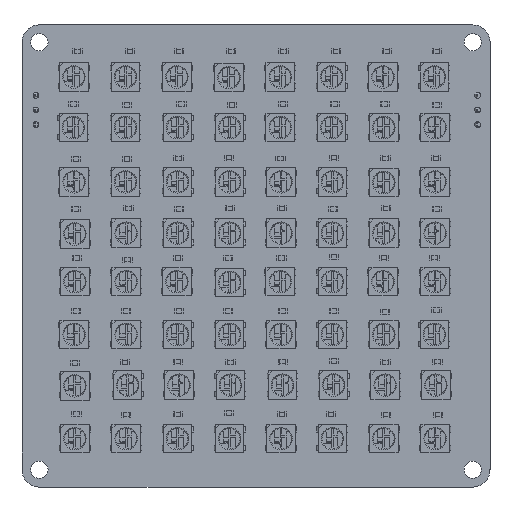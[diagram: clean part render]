
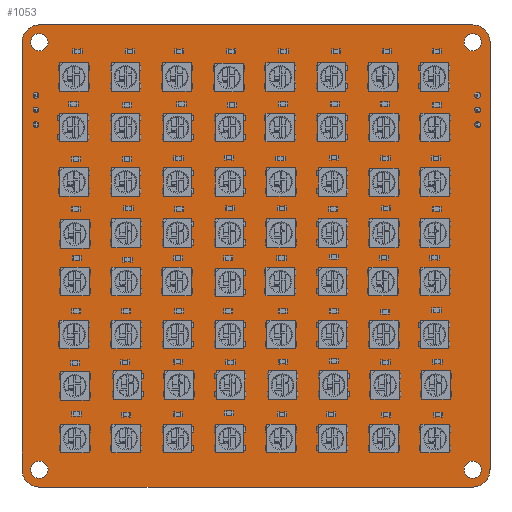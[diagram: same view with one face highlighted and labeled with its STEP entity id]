
A CAD part, top view. The second image highlights one B-rep face of the part: STEP entity #1053.
In plain terms, the highlighted planar face has unit normal (0, 0, 1).
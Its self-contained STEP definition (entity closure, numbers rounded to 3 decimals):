
#332 = VERTEX_POINT('',#333);
#333 = CARTESIAN_POINT('',(0.001,3.089,0.411));
#339 = EDGE_CURVE('',#332,#340,#342,.T.);
#340 = VERTEX_POINT('',#341);
#341 = CARTESIAN_POINT('',(2.911,0.001,0.411));
#342 = CIRCLE('',#343,3.002);
#343 = AXIS2_PLACEMENT_3D('',#344,#345,#346);
#344 = CARTESIAN_POINT('',(3.002,3.002,0.411));
#345 = DIRECTION('',(0.,0.,1.));
#346 = DIRECTION('',(-1.,0.029,0.));
#372 = EDGE_CURVE('',#340,#373,#375,.T.);
#373 = VERTEX_POINT('',#374);
#374 = CARTESIAN_POINT('',(77.978,0.,0.411));
#375 = LINE('',#376,#377);
#376 = CARTESIAN_POINT('',(2.911,0.001,0.411));
#377 = VECTOR('',#378,1.);
#378 = DIRECTION('',(1.,0.,0.));
#403 = EDGE_CURVE('',#373,#404,#406,.T.);
#404 = VERTEX_POINT('',#405);
#405 = CARTESIAN_POINT('',(78.061,0.001,0.411));
#406 = LINE('',#407,#408);
#407 = CARTESIAN_POINT('',(77.978,0.,0.411));
#408 = VECTOR('',#409,1.);
#409 = DIRECTION('',(1.,0.012,0.));
#434 = EDGE_CURVE('',#404,#435,#437,.T.);
#435 = VERTEX_POINT('',#436);
#436 = CARTESIAN_POINT('',(80.999,3.061,0.411));
#437 = CIRCLE('',#438,2.998);
#438 = AXIS2_PLACEMENT_3D('',#439,#440,#441);
#439 = CARTESIAN_POINT('',(78.001,2.999,0.411));
#440 = DIRECTION('',(0.,0.,1.));
#441 = DIRECTION('',(0.02,-1.,0.));
#467 = EDGE_CURVE('',#435,#468,#470,.T.);
#468 = VERTEX_POINT('',#469);
#469 = CARTESIAN_POINT('',(81.,3.,0.411));
#470 = LINE('',#471,#472);
#471 = CARTESIAN_POINT('',(80.999,3.061,0.411));
#472 = VECTOR('',#473,1.);
#473 = DIRECTION('',(0.016,-1.,0.));
#498 = EDGE_CURVE('',#468,#499,#501,.T.);
#499 = VERTEX_POINT('',#500);
#500 = CARTESIAN_POINT('',(81.,77.041,0.411));
#501 = LINE('',#502,#503);
#502 = CARTESIAN_POINT('',(81.,3.,0.411));
#503 = VECTOR('',#504,1.);
#504 = DIRECTION('',(0.,1.,0.));
#529 = EDGE_CURVE('',#499,#530,#532,.T.);
#530 = VERTEX_POINT('',#531);
#531 = CARTESIAN_POINT('',(78.041,80.,0.411));
#532 = CIRCLE('',#533,2.96);
#533 = AXIS2_PLACEMENT_3D('',#534,#535,#536);
#534 = CARTESIAN_POINT('',(78.04,77.04,0.411));
#535 = DIRECTION('',(0.,0.,1.));
#536 = DIRECTION('',(1.,0.,-0.));
#562 = EDGE_CURVE('',#530,#563,#565,.T.);
#563 = VERTEX_POINT('',#564);
#564 = CARTESIAN_POINT('',(3.,80.,0.411));
#565 = LINE('',#566,#567);
#566 = CARTESIAN_POINT('',(78.041,80.,0.411));
#567 = VECTOR('',#568,1.);
#568 = DIRECTION('',(-1.,0.,0.));
#593 = EDGE_CURVE('',#563,#594,#596,.T.);
#594 = VERTEX_POINT('',#595);
#595 = CARTESIAN_POINT('',(0.,77.,0.411));
#596 = CIRCLE('',#597,3.001);
#597 = AXIS2_PLACEMENT_3D('',#598,#599,#600);
#598 = CARTESIAN_POINT('',(3.001,76.999,0.411));
#599 = DIRECTION('',(0.,0.,1.));
#600 = DIRECTION('',(0.,1.,0.));
#626 = EDGE_CURVE('',#594,#627,#629,.T.);
#627 = VERTEX_POINT('',#628);
#628 = CARTESIAN_POINT('',(0.,3.302,0.411));
#629 = LINE('',#630,#631);
#630 = CARTESIAN_POINT('',(0.,77.,0.411));
#631 = VECTOR('',#632,1.);
#632 = DIRECTION('',(0.,-1.,0.));
#657 = EDGE_CURVE('',#627,#332,#658,.T.);
#658 = LINE('',#659,#660);
#659 = CARTESIAN_POINT('',(0.,3.302,0.411));
#660 = VECTOR('',#661,1.);
#661 = DIRECTION('',(0.005,-1.,0.));
#681 = VERTEX_POINT('',#682);
#682 = CARTESIAN_POINT('',(2.921,62.738,0.411));
#688 = EDGE_CURVE('',#681,#681,#689,.T.);
#689 = CIRCLE('',#690,0.508);
#690 = AXIS2_PLACEMENT_3D('',#691,#692,#693);
#691 = CARTESIAN_POINT('',(2.413,62.738,0.411));
#692 = DIRECTION('',(0.,0.,1.));
#693 = DIRECTION('',(1.,0.,-0.));
#714 = VERTEX_POINT('',#715);
#715 = CARTESIAN_POINT('',(4.5,3.,0.411));
#721 = EDGE_CURVE('',#714,#714,#722,.T.);
#722 = CIRCLE('',#723,1.5);
#723 = AXIS2_PLACEMENT_3D('',#724,#725,#726);
#724 = CARTESIAN_POINT('',(3.,3.,0.411));
#725 = DIRECTION('',(0.,0.,1.));
#726 = DIRECTION('',(1.,0.,-0.));
#747 = VERTEX_POINT('',#748);
#748 = CARTESIAN_POINT('',(2.921,65.278,0.411));
#754 = EDGE_CURVE('',#747,#747,#755,.T.);
#755 = CIRCLE('',#756,0.508);
#756 = AXIS2_PLACEMENT_3D('',#757,#758,#759);
#757 = CARTESIAN_POINT('',(2.413,65.278,0.411));
#758 = DIRECTION('',(0.,0.,1.));
#759 = DIRECTION('',(1.,0.,-0.));
#780 = VERTEX_POINT('',#781);
#781 = CARTESIAN_POINT('',(2.921,67.818,0.411));
#787 = EDGE_CURVE('',#780,#780,#788,.T.);
#788 = CIRCLE('',#789,0.508);
#789 = AXIS2_PLACEMENT_3D('',#790,#791,#792);
#790 = CARTESIAN_POINT('',(2.413,67.818,0.411));
#791 = DIRECTION('',(0.,0.,1.));
#792 = DIRECTION('',(1.,0.,-0.));
#813 = VERTEX_POINT('',#814);
#814 = CARTESIAN_POINT('',(4.5,77.,0.411));
#820 = EDGE_CURVE('',#813,#813,#821,.T.);
#821 = CIRCLE('',#822,1.5);
#822 = AXIS2_PLACEMENT_3D('',#823,#824,#825);
#823 = CARTESIAN_POINT('',(3.,77.,0.411));
#824 = DIRECTION('',(0.,0.,1.));
#825 = DIRECTION('',(1.,0.,-0.));
#846 = VERTEX_POINT('',#847);
#847 = CARTESIAN_POINT('',(79.375,62.738,0.411));
#853 = EDGE_CURVE('',#846,#846,#854,.T.);
#854 = CIRCLE('',#855,0.508);
#855 = AXIS2_PLACEMENT_3D('',#856,#857,#858);
#856 = CARTESIAN_POINT('',(78.867,62.738,0.411));
#857 = DIRECTION('',(0.,0.,1.));
#858 = DIRECTION('',(1.,0.,-0.));
#879 = VERTEX_POINT('',#880);
#880 = CARTESIAN_POINT('',(79.5,3.,0.411));
#886 = EDGE_CURVE('',#879,#879,#887,.T.);
#887 = CIRCLE('',#888,1.5);
#888 = AXIS2_PLACEMENT_3D('',#889,#890,#891);
#889 = CARTESIAN_POINT('',(78.,3.,0.411));
#890 = DIRECTION('',(0.,0.,1.));
#891 = DIRECTION('',(1.,0.,-0.));
#912 = VERTEX_POINT('',#913);
#913 = CARTESIAN_POINT('',(79.375,65.278,0.411));
#919 = EDGE_CURVE('',#912,#912,#920,.T.);
#920 = CIRCLE('',#921,0.508);
#921 = AXIS2_PLACEMENT_3D('',#922,#923,#924);
#922 = CARTESIAN_POINT('',(78.867,65.278,0.411));
#923 = DIRECTION('',(0.,0.,1.));
#924 = DIRECTION('',(1.,0.,-0.));
#945 = VERTEX_POINT('',#946);
#946 = CARTESIAN_POINT('',(79.375,67.818,0.411));
#952 = EDGE_CURVE('',#945,#945,#953,.T.);
#953 = CIRCLE('',#954,0.508);
#954 = AXIS2_PLACEMENT_3D('',#955,#956,#957);
#955 = CARTESIAN_POINT('',(78.867,67.818,0.411));
#956 = DIRECTION('',(0.,0.,1.));
#957 = DIRECTION('',(1.,0.,-0.));
#978 = VERTEX_POINT('',#979);
#979 = CARTESIAN_POINT('',(79.5,77.,0.411));
#985 = EDGE_CURVE('',#978,#978,#986,.T.);
#986 = CIRCLE('',#987,1.5);
#987 = AXIS2_PLACEMENT_3D('',#988,#989,#990);
#988 = CARTESIAN_POINT('',(78.,77.,0.411));
#989 = DIRECTION('',(0.,0.,1.));
#990 = DIRECTION('',(1.,0.,-0.));
#1053 = ADVANCED_FACE('',(#1054,#1067,#1070,#1073,#1076,#1079,#1082,
    #1085,#1088,#1091,#1094),#1097,.T.);
#1054 = FACE_BOUND('',#1055,.T.);
#1055 = EDGE_LOOP('',(#1056,#1057,#1058,#1059,#1060,#1061,#1062,#1063,
    #1064,#1065,#1066));
#1056 = ORIENTED_EDGE('',*,*,#339,.T.);
#1057 = ORIENTED_EDGE('',*,*,#372,.T.);
#1058 = ORIENTED_EDGE('',*,*,#403,.T.);
#1059 = ORIENTED_EDGE('',*,*,#434,.T.);
#1060 = ORIENTED_EDGE('',*,*,#467,.T.);
#1061 = ORIENTED_EDGE('',*,*,#498,.T.);
#1062 = ORIENTED_EDGE('',*,*,#529,.T.);
#1063 = ORIENTED_EDGE('',*,*,#562,.T.);
#1064 = ORIENTED_EDGE('',*,*,#593,.T.);
#1065 = ORIENTED_EDGE('',*,*,#626,.T.);
#1066 = ORIENTED_EDGE('',*,*,#657,.T.);
#1067 = FACE_BOUND('',#1068,.T.);
#1068 = EDGE_LOOP('',(#1069));
#1069 = ORIENTED_EDGE('',*,*,#688,.F.);
#1070 = FACE_BOUND('',#1071,.T.);
#1071 = EDGE_LOOP('',(#1072));
#1072 = ORIENTED_EDGE('',*,*,#721,.F.);
#1073 = FACE_BOUND('',#1074,.T.);
#1074 = EDGE_LOOP('',(#1075));
#1075 = ORIENTED_EDGE('',*,*,#754,.F.);
#1076 = FACE_BOUND('',#1077,.T.);
#1077 = EDGE_LOOP('',(#1078));
#1078 = ORIENTED_EDGE('',*,*,#787,.F.);
#1079 = FACE_BOUND('',#1080,.T.);
#1080 = EDGE_LOOP('',(#1081));
#1081 = ORIENTED_EDGE('',*,*,#820,.F.);
#1082 = FACE_BOUND('',#1083,.T.);
#1083 = EDGE_LOOP('',(#1084));
#1084 = ORIENTED_EDGE('',*,*,#853,.F.);
#1085 = FACE_BOUND('',#1086,.T.);
#1086 = EDGE_LOOP('',(#1087));
#1087 = ORIENTED_EDGE('',*,*,#886,.F.);
#1088 = FACE_BOUND('',#1089,.T.);
#1089 = EDGE_LOOP('',(#1090));
#1090 = ORIENTED_EDGE('',*,*,#919,.F.);
#1091 = FACE_BOUND('',#1092,.T.);
#1092 = EDGE_LOOP('',(#1093));
#1093 = ORIENTED_EDGE('',*,*,#952,.F.);
#1094 = FACE_BOUND('',#1095,.T.);
#1095 = EDGE_LOOP('',(#1096));
#1096 = ORIENTED_EDGE('',*,*,#985,.F.);
#1097 = PLANE('',#1098);
#1098 = AXIS2_PLACEMENT_3D('',#1099,#1100,#1101);
#1099 = CARTESIAN_POINT('',(40.518,39.988,0.411));
#1100 = DIRECTION('',(0.,0.,1.));
#1101 = DIRECTION('',(1.,0.,-0.));
